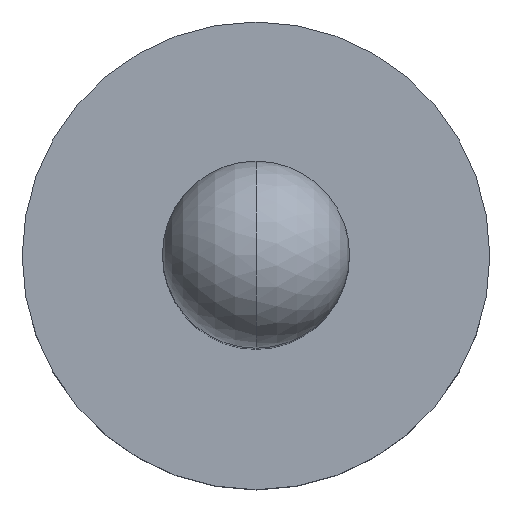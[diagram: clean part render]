
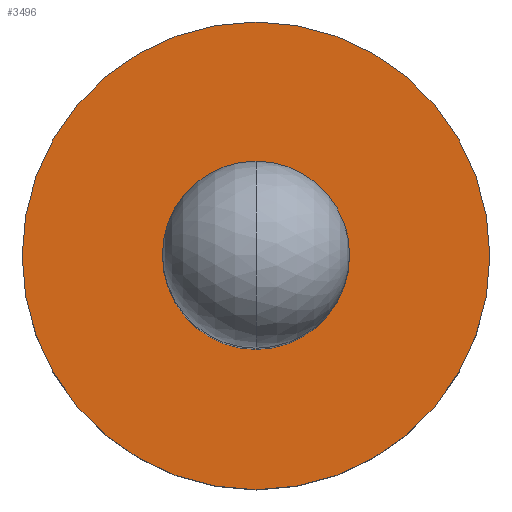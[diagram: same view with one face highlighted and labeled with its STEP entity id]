
A CAD part, top view. The second image highlights one B-rep face of the part: STEP entity #3496.
In plain terms, the highlighted planar face has unit normal (0, 0, 1).
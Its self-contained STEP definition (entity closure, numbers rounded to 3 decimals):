
#190 = EDGE_CURVE ( 'NONE', #1621, #1628, #860, .T. ) ;
#191 = EDGE_CURVE ( 'NONE', #1629, #1634, #848, .T. ) ;
#507 = CIRCLE ( 'NONE', #4229, 0.3 ) ;
#645 = EDGE_LOOP ( 'NONE', ( #6352, #1326 ) ) ;
#848 = CIRCLE ( 'NONE', #3779, 0.75 ) ;
#860 = CIRCLE ( 'NONE', #3778, 0.3 ) ;
#1326 = ORIENTED_EDGE ( 'NONE', *, *, #191, .T. ) ;
#1621 = VERTEX_POINT ( 'NONE', #5406 ) ;
#1628 = VERTEX_POINT ( 'NONE', #5413 ) ;
#1629 = VERTEX_POINT ( 'NONE', #5414 ) ;
#1634 = VERTEX_POINT ( 'NONE', #5419 ) ;
#2992 = CARTESIAN_POINT ( 'NONE',  ( 0., 0., 7.3 ) ) ;
#2993 = DIRECTION ( 'NONE',  ( 0., 0., 1. ) ) ;
#2994 = DIRECTION ( 'NONE',  ( 0., -1., 0. ) ) ;
#3007 = CARTESIAN_POINT ( 'NONE',  ( 0., 0., 7.3 ) ) ;
#3008 = DIRECTION ( 'NONE',  ( 0., 0., 1. ) ) ;
#3009 = DIRECTION ( 'NONE',  ( 0., -1., 0. ) ) ;
#3496 = ADVANCED_FACE ( 'NONE', ( #4780, #4783 ), #5666, .F. ) ;
#3778 = AXIS2_PLACEMENT_3D ( 'NONE', #6189, #6190, #6191 ) ;
#3779 = AXIS2_PLACEMENT_3D ( 'NONE', #6619, #6620, #6622 ) ;
#4163 = AXIS2_PLACEMENT_3D ( 'NONE', #5660, #5668, #5669 ) ;
#4226 = AXIS2_PLACEMENT_3D ( 'NONE', #2992, #2993, #2994 ) ;
#4229 = AXIS2_PLACEMENT_3D ( 'NONE', #3007, #3008, #3009 ) ;
#4780 = FACE_BOUND ( 'NONE', #6469, .T. ) ;
#4783 = FACE_OUTER_BOUND ( 'NONE', #645, .T. ) ;
#4969 = CIRCLE ( 'NONE', #4226, 0.75 ) ;
#5406 = CARTESIAN_POINT ( 'NONE',  ( 0., 0.3, 7.3 ) ) ;
#5413 = CARTESIAN_POINT ( 'NONE',  ( 0., -0.3, 7.3 ) ) ;
#5414 = CARTESIAN_POINT ( 'NONE',  ( 0., 0.75, 7.3 ) ) ;
#5419 = CARTESIAN_POINT ( 'NONE',  ( 0., -0.75, 7.3 ) ) ;
#5660 = CARTESIAN_POINT ( 'NONE',  ( 0., 0.3, 7.3 ) ) ;
#5666 = PLANE ( 'NONE',  #4163 ) ;
#5668 = DIRECTION ( 'NONE',  ( 0., 0., -1. ) ) ;
#5669 = DIRECTION ( 'NONE',  ( 0., 1., 0. ) ) ;
#6189 = CARTESIAN_POINT ( 'NONE',  ( 0., 0., 7.3 ) ) ;
#6190 = DIRECTION ( 'NONE',  ( 0., 0., 1. ) ) ;
#6191 = DIRECTION ( 'NONE',  ( 0., -1., 0. ) ) ;
#6350 = ORIENTED_EDGE ( 'NONE', *, *, #6989, .F. ) ;
#6351 = ORIENTED_EDGE ( 'NONE', *, *, #190, .F. ) ;
#6352 = ORIENTED_EDGE ( 'NONE', *, *, #6983, .T. ) ;
#6469 = EDGE_LOOP ( 'NONE', ( #6350, #6351 ) ) ;
#6619 = CARTESIAN_POINT ( 'NONE',  ( 0., 0., 7.3 ) ) ;
#6620 = DIRECTION ( 'NONE',  ( 0., 0., 1. ) ) ;
#6622 = DIRECTION ( 'NONE',  ( 0., -1., 0. ) ) ;
#6983 = EDGE_CURVE ( 'NONE', #1634, #1629, #4969, .T. ) ;
#6989 = EDGE_CURVE ( 'NONE', #1628, #1621, #507, .T. ) ;
